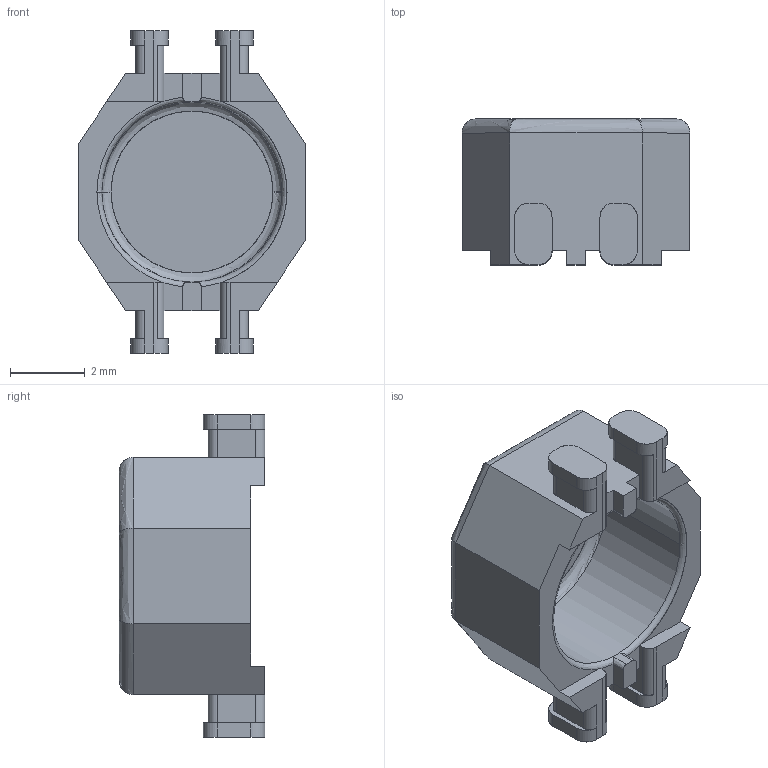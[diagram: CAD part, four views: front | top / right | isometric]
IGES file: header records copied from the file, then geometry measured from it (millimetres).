
Start section: SolidWorks IGES file using analytic representation for surfaces
Global section: file name: TOR_0621.IGS; native system: SolidWorks 2017; preprocessor: SolidWorks 2017; author: e.wtnpm; date: 210702.120328; units: millimetre
Bounding box: 6.1 x 3.91 x 8.63 mm (x, y, z)
Surface area: 215.9 mm2 (no closed solid volume)
Topology: 0 solids, 0 shells, 115 faces, 975 edges, 975 vertices
Faces by surface type: bspline 69, revolution 46
